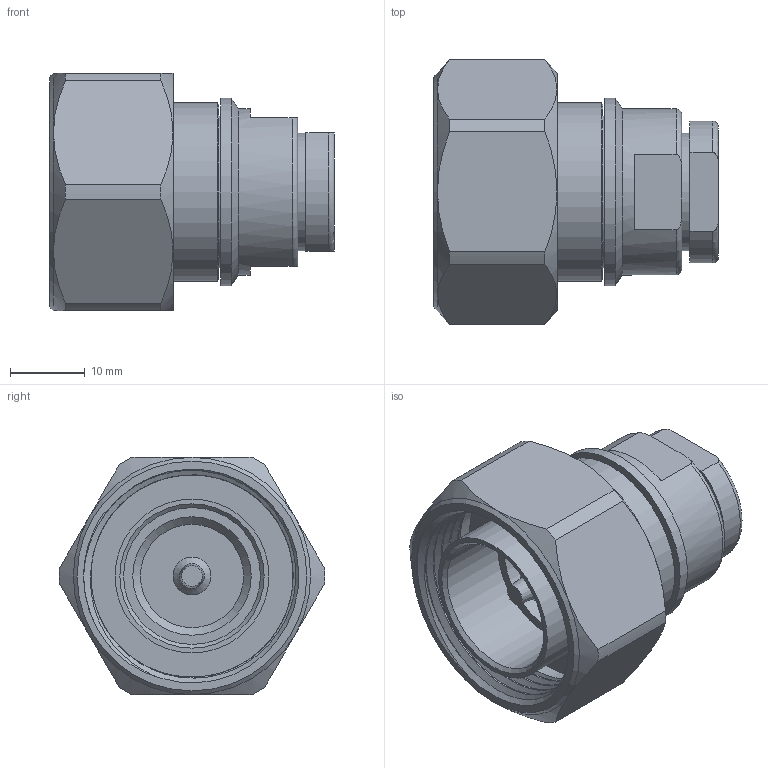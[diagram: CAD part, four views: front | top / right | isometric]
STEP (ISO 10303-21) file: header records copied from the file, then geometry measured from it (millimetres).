
FILE_DESCRIPTION (( 'STEP AP214' ), '1' );
FILE_NAME ('PE4567_3D.STEP', '2022-02-10T17:18:37', ( '' ), ( '' ), 'SwSTEP 2.0', 'SolidWorks 2021', '' );
FILE_SCHEMA (( 'AUTOMOTIVE_DESIGN' ));
Length unit declared in the file: inch
Products named in the file (1): PE4567_3D
Bounding box: 38.1 x 35.58 x 31.75 mm (x, y, z)
Volume: 13774 mm3; surface area: 10040.7 mm2
Topology: 2 solids, 2 shells, 85 faces, 210 edges, 140 vertices
Faces by surface type: plane 27, cone 25, cylinder 22, bspline 7, torus 4
Full cylindrical faces by diameter (mm): 5.08 x1, 11.3 x1, 15.684 x1, 15.85 x1, 17.462 x1, 18.3 x1, 20.307 x1, 20.6 x1, 22.225 x1, 23.921 x1, 25.108 x1, 29.076 x1
Entity records: 5342 total; most frequent: CARTESIAN_POINT 3525, ORIENTED_EDGE 358, DIRECTION 336, EDGE_CURVE 179, AXIS2_PLACEMENT_3D 154, VERTEX_POINT 132, EDGE_LOOP 121, FACE_OUTER_BOUND 97
